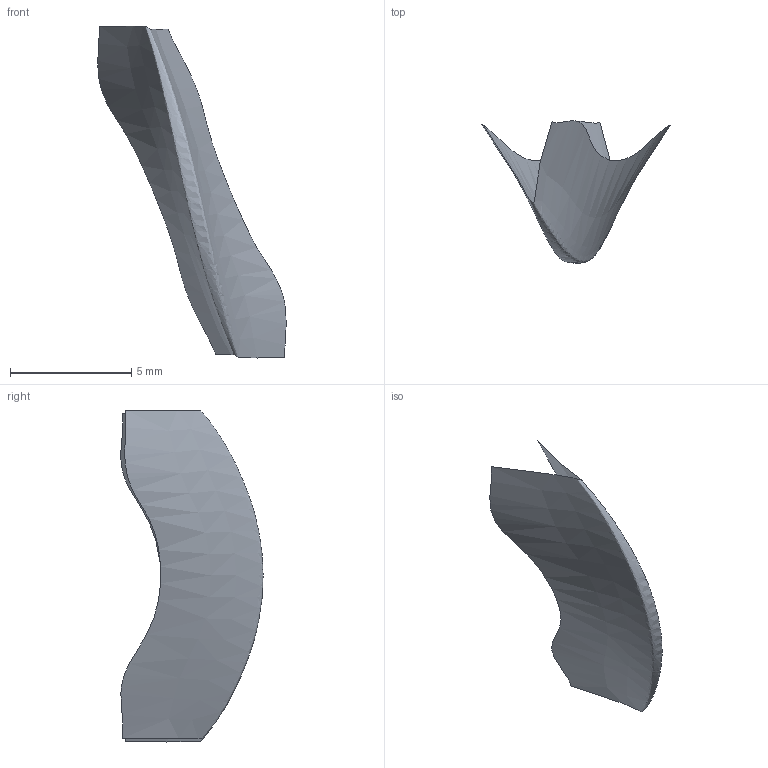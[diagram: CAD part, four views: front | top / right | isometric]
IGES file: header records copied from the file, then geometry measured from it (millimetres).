
Global section: file name: Worm gear.igs; native system:  zakgear.com         Stepan Lunin                     ; preprocessor:  zakgear.com                                                    ; date: 20080323.140750; units: millimetre
Bounding box: 7.78 x 5.88 x 13.72 mm (x, y, z)
Surface area: 136.3 mm2 (no closed solid volume)
Topology: 0 solids, 0 shells, 1 faces, 9 edges, 12 vertices
Faces by surface type: bspline 1
